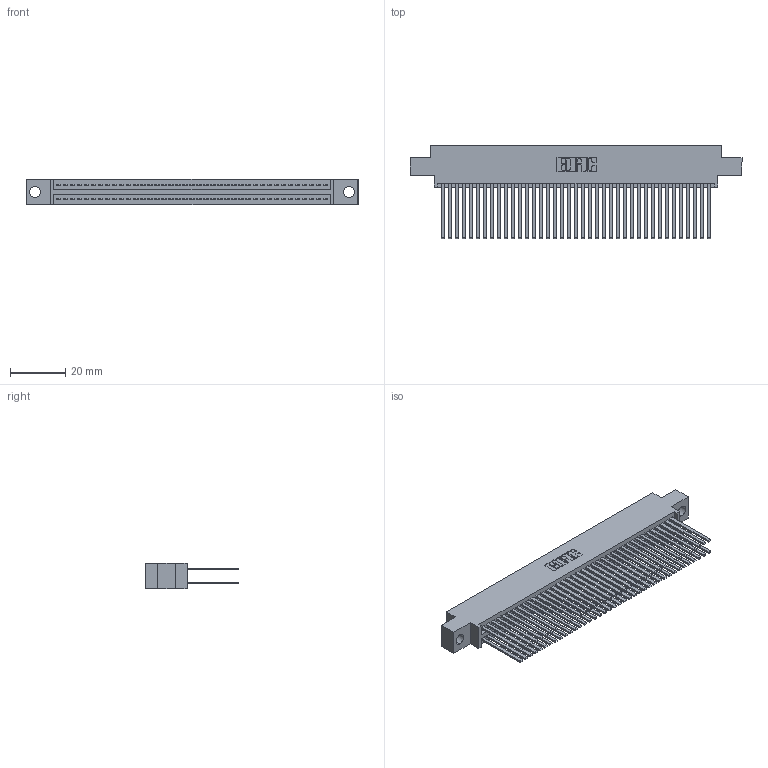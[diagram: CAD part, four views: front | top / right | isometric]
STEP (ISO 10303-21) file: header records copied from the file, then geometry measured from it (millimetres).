
FILE_DESCRIPTION (( 'STEP AP203' ), '1' );
FILE_NAME ('395-078-544-804.STEP', '2021-06-17T06:42:04', ( '' ), ( '' ), 'SwSTEP 2.0', 'SolidWorks 2020', '' );
FILE_SCHEMA (( 'CONFIG_CONTROL_DESIGN' ));
Length unit declared in the file: inch
Products named in the file (3): 345 Part_0.170 Offset - 0.156 Dia-TI; 345-292-001_345-293-144; 395-078-544-804
Assembly tree (79 placements, depth 2):
  395-078-544-804
    345 Part_0.170 Offset - 0.156 Dia-TI
    345-292-001_345-293-144  x78
Bounding box: 120.27 x 33.96 x 9.4 mm (x, y, z)
Volume: 12529.3 mm3; surface area: 21662.1 mm2
Topology: 79 solids, 79 shells, 3576 faces, 10607 edges, 6966 vertices
Faces by surface type: plane 2360, cylinder 1216
Entity records: 31371 total; most frequent: CARTESIAN_POINT 5266, ORIENTED_EDGE 5198, DIRECTION 4643, EDGE_CURVE 2599, VECTOR 2315, LINE 2315, VERTEX_POINT 1730, AXIS2_PLACEMENT_3D 1164
